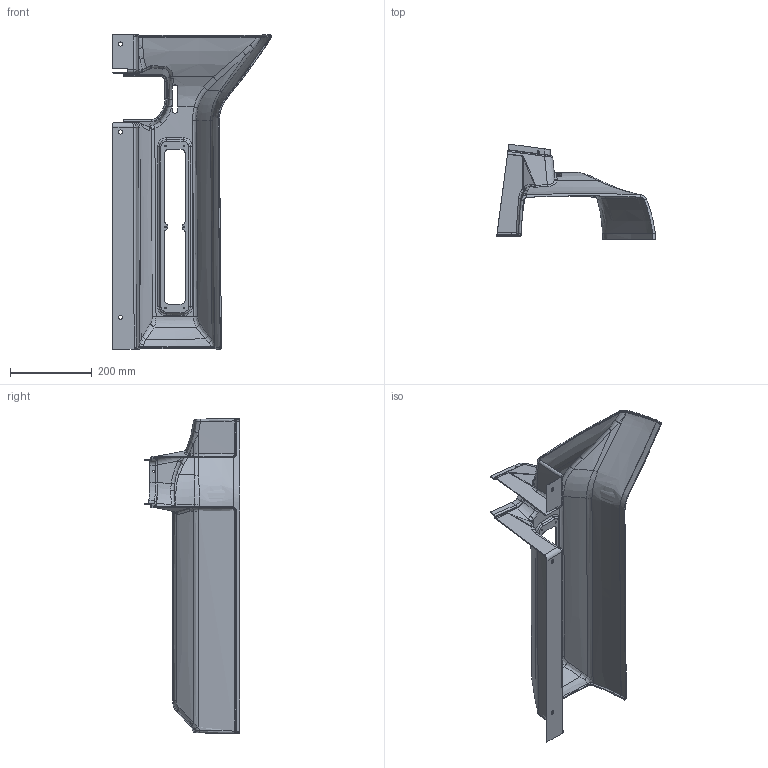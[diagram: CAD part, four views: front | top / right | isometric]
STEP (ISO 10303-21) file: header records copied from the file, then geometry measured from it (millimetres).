
FILE_DESCRIPTION (( 'STEP AP214' ), '1' );
FILE_NAME ('81583-T03.STEP', '2022-03-07T09:28:00', ( '' ), ( '' ), 'SwSTEP 2.0', 'SolidWorks 2019', '' );
FILE_SCHEMA (( 'AUTOMOTIVE_DESIGN' ));
Length unit declared in the file: millimetre
Products named in the file (1): 81583-T03
Bounding box: 387.43 x 232.89 x 770.2 mm (x, y, z)
Volume: 1146955.5 mm3; surface area: 778444.3 mm2
Topology: 1 solids, 1 shells, 381 faces, 951 edges, 564 vertices
Faces by surface type: bspline 259, cylinder 70, plane 48, sphere 4
Entity records: 29027 total; most frequent: CARTESIAN_POINT 21871, ORIENTED_EDGE 1886, EDGE_CURVE 943, DIRECTION 875, VERTEX_POINT 564, B_SPLINE_CURVE_WITH_KNOTS 527, EDGE_LOOP 407, ADVANCED_FACE 381
